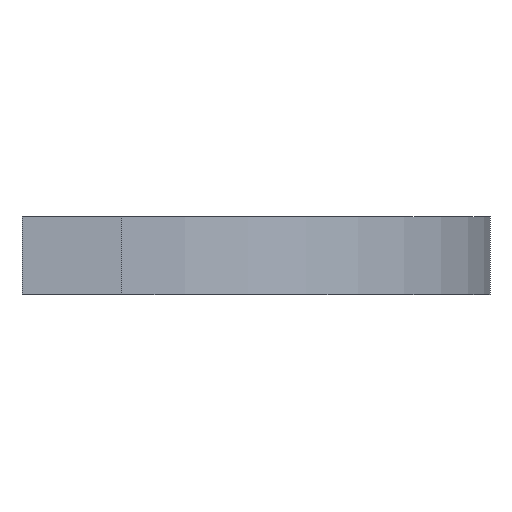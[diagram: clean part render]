
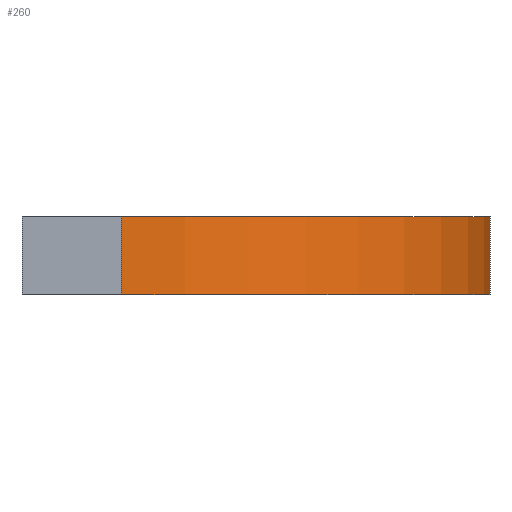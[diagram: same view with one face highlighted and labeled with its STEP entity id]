
A CAD part, left-side view. The second image highlights one B-rep face of the part: STEP entity #260.
In plain terms, the highlighted cylindrical face has radius 45 mm (diameter 90 mm), a partial arc.
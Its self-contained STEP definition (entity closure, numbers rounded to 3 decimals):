
#22=LINE('',#430,#36);
#23=LINE('',#436,#37);
#36=VECTOR('',#358,10.);
#37=VECTOR('',#365,10.);
#76=FACE_OUTER_BOUND('',#96,.T.);
#96=EDGE_LOOP('',(#207,#208,#209,#210));
#127=CIRCLE('',#297,45.);
#128=CIRCLE('',#298,45.);
#147=VERTEX_POINT('',#426);
#148=VERTEX_POINT('',#428);
#149=VERTEX_POINT('',#432);
#150=VERTEX_POINT('',#434);
#174=EDGE_CURVE('',#147,#148,#22,.T.);
#175=EDGE_CURVE('',#147,#149,#127,.T.);
#176=EDGE_CURVE('',#150,#148,#128,.T.);
#177=EDGE_CURVE('',#149,#150,#23,.T.);
#207=ORIENTED_EDGE('',*,*,#175,.F.);
#208=ORIENTED_EDGE('',*,*,#174,.T.);
#209=ORIENTED_EDGE('',*,*,#176,.F.);
#210=ORIENTED_EDGE('',*,*,#177,.F.);
#250=CYLINDRICAL_SURFACE('',#296,45.);
#260=ADVANCED_FACE('',(#76),#250,.T.);
#296=AXIS2_PLACEMENT_3D('',#431,#359,#360);
#297=AXIS2_PLACEMENT_3D('',#433,#361,#362);
#298=AXIS2_PLACEMENT_3D('',#435,#363,#364);
#358=DIRECTION('',(0.,0.,1.));
#359=DIRECTION('center_axis',(0.,0.,1.));
#360=DIRECTION('ref_axis',(1.,0.,0.));
#361=DIRECTION('center_axis',(0.,0.,-1.));
#362=DIRECTION('ref_axis',(1.,0.,0.));
#363=DIRECTION('center_axis',(0.,0.,1.));
#364=DIRECTION('ref_axis',(1.,0.,0.));
#365=DIRECTION('',(0.,0.,1.));
#426=CARTESIAN_POINT('',(-54.06,-38.1,0.));
#428=CARTESIAN_POINT('',(-54.06,-38.1,9.525));
#430=CARTESIAN_POINT('',(-54.06,-38.1,0.));
#431=CARTESIAN_POINT('Origin',(-54.06,6.9,0.));
#432=CARTESIAN_POINT('',(-99.06,6.9,0.));
#433=CARTESIAN_POINT('Origin',(-54.06,6.9,0.));
#434=CARTESIAN_POINT('',(-99.06,6.9,9.525));
#435=CARTESIAN_POINT('Origin',(-54.06,6.9,9.525));
#436=CARTESIAN_POINT('',(-99.06,6.9,0.));
